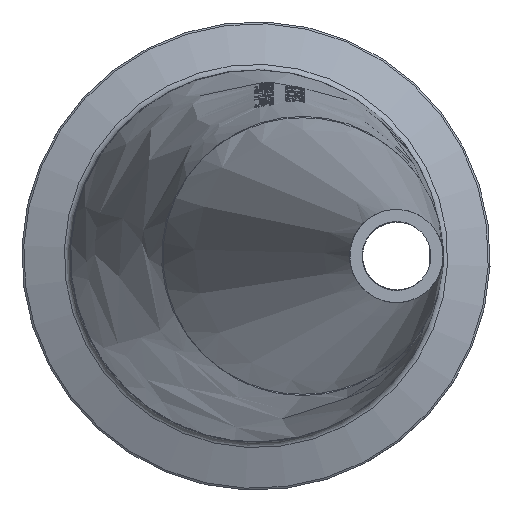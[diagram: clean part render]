
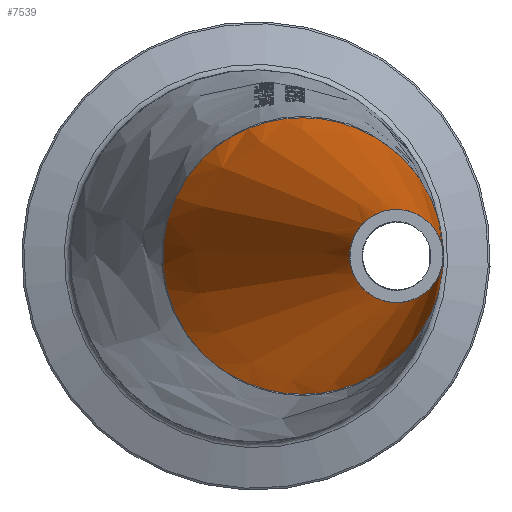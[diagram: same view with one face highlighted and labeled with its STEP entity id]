
A CAD part, left-side view. The second image highlights one B-rep face of the part: STEP entity #7539.
In plain terms, the highlighted conical face has half-angle 10.99 degrees and reference radius 13.06 mm.
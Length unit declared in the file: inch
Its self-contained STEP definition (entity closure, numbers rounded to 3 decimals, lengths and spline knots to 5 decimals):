
#27=CONICAL_SURFACE('',#7828,0.51418,10.99);
#446=ELLIPSE('',#7810,0.2525,0.24769);
#447=ELLIPSE('',#7813,0.2525,0.24769);
#448=ELLIPSE('',#7815,0.757,0.74259);
#450=ELLIPSE('',#7821,0.757,0.74259);
#453=ELLIPSE('',#7829,0.757,0.74259);
#454=ELLIPSE('',#7830,0.757,0.74259);
#455=ELLIPSE('',#7831,0.2525,0.24769);
#456=ELLIPSE('',#7832,0.2525,0.24769);
#491=FACE_BOUND('',#2134,.T.);
#1680=FACE_OUTER_BOUND('',#2133,.T.);
#2133=EDGE_LOOP('',(#6958,#6959,#6960,#6961));
#2134=EDGE_LOOP('',(#6962,#6963,#6964,#6965));
#3091=VERTEX_POINT('',#10322);
#3092=VERTEX_POINT('',#10323);
#3093=VERTEX_POINT('',#10325);
#3094=VERTEX_POINT('',#10327);
#3610=VERTEX_POINT('',#17562);
#3611=VERTEX_POINT('',#17563);
#3612=VERTEX_POINT('',#17567);
#3613=VERTEX_POINT('',#17568);
#4732=EDGE_CURVE('',#3611,#3610,#446,.T.);
#4734=EDGE_CURVE('',#3613,#3612,#447,.T.);
#4735=EDGE_CURVE('',#3094,#3093,#448,.T.);
#4739=EDGE_CURVE('',#3092,#3091,#450,.T.);
#4744=EDGE_CURVE('',#3094,#3091,#453,.T.);
#4745=EDGE_CURVE('',#3092,#3093,#454,.T.);
#4746=EDGE_CURVE('',#3613,#3610,#455,.T.);
#4747=EDGE_CURVE('',#3611,#3612,#456,.T.);
#6958=ORIENTED_EDGE('',*,*,#4739,.T.);
#6959=ORIENTED_EDGE('',*,*,#4744,.F.);
#6960=ORIENTED_EDGE('',*,*,#4735,.T.);
#6961=ORIENTED_EDGE('',*,*,#4745,.F.);
#6962=ORIENTED_EDGE('',*,*,#4732,.T.);
#6963=ORIENTED_EDGE('',*,*,#4746,.F.);
#6964=ORIENTED_EDGE('',*,*,#4734,.T.);
#6965=ORIENTED_EDGE('',*,*,#4747,.F.);
#7539=ADVANCED_FACE('',(#1680,#491),#27,.T.);
#7810=AXIS2_PLACEMENT_3D('',#17565,#8725,#8726);
#7813=AXIS2_PLACEMENT_3D('',#17570,#8731,#8732);
#7815=AXIS2_PLACEMENT_3D('',#17572,#8735,#8736);
#7821=AXIS2_PLACEMENT_3D('',#17581,#8747,#8748);
#7828=AXIS2_PLACEMENT_3D('',#17592,#8761,#8762);
#7829=AXIS2_PLACEMENT_3D('',#17593,#8763,#8764);
#7830=AXIS2_PLACEMENT_3D('',#17594,#8765,#8766);
#7831=AXIS2_PLACEMENT_3D('',#17595,#8767,#8768);
#7832=AXIS2_PLACEMENT_3D('',#17596,#8769,#8770);
#8725=DIRECTION('center_axis',(1.,0.,0.));
#8726=DIRECTION('ref_axis',(0.,-1.,0.));
#8731=DIRECTION('center_axis',(1.,0.,0.));
#8732=DIRECTION('ref_axis',(0.,-1.,0.));
#8735=DIRECTION('center_axis',(-1.,0.,0.));
#8736=DIRECTION('ref_axis',(0.,-1.,0.));
#8747=DIRECTION('center_axis',(-1.,0.,0.));
#8748=DIRECTION('ref_axis',(0.,-1.,0.));
#8761=DIRECTION('center_axis',(0.982,0.191,0.));
#8762=DIRECTION('ref_axis',(-0.191,0.982,0.));
#8763=DIRECTION('center_axis',(1.,0.,0.));
#8764=DIRECTION('ref_axis',(0.,-1.,0.));
#8765=DIRECTION('center_axis',(1.,0.,0.));
#8766=DIRECTION('ref_axis',(0.,-1.,0.));
#8767=DIRECTION('center_axis',(-1.,0.,0.));
#8768=DIRECTION('ref_axis',(0.,-1.,0.));
#8769=DIRECTION('center_axis',(-1.,0.,0.));
#8770=DIRECTION('ref_axis',(0.,-1.,0.));
#10322=CARTESIAN_POINT('',(-3.82204,-0.15512,0.51884));
#10323=CARTESIAN_POINT('',(-3.82204,-0.15512,-0.51884));
#10325=CARTESIAN_POINT('',(-3.82204,0.92804,-0.51884));
#10327=CARTESIAN_POINT('',(-3.82204,0.92804,0.51884));
#17562=CARTESIAN_POINT('',(-6.32204,0.05644,0.17905));
#17563=CARTESIAN_POINT('',(-6.32204,0.05644,-0.17905));
#17565=CARTESIAN_POINT('Origin',(-6.32204,-0.11804,0.));
#17567=CARTESIAN_POINT('',(-6.32204,-0.29252,-0.17905));
#17568=CARTESIAN_POINT('',(-6.32204,-0.29252,0.17905));
#17570=CARTESIAN_POINT('Origin',(-6.32204,-0.11804,0.));
#17572=CARTESIAN_POINT('Origin',(-3.82204,0.38646,0.));
#17581=CARTESIAN_POINT('Origin',(-3.82204,0.38646,0.));
#17592=CARTESIAN_POINT('Origin',(-4.97402,0.13421,0.));
#17593=CARTESIAN_POINT('Origin',(-3.82204,0.38646,0.));
#17594=CARTESIAN_POINT('Origin',(-3.82204,0.38646,0.));
#17595=CARTESIAN_POINT('Origin',(-6.32204,-0.11804,0.));
#17596=CARTESIAN_POINT('Origin',(-6.32204,-0.11804,0.));
